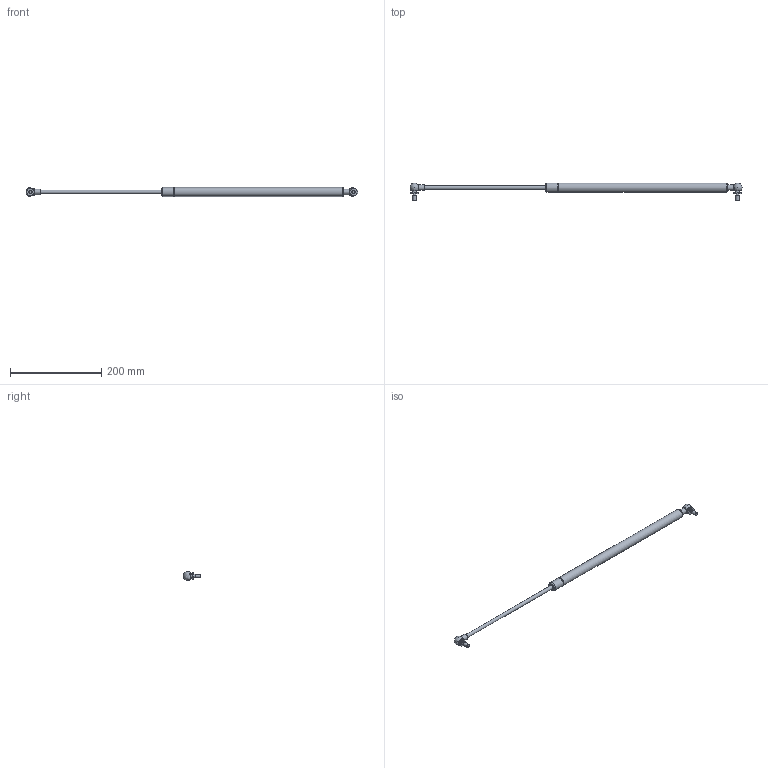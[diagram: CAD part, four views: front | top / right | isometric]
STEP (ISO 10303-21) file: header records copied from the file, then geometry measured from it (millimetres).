
FILE_DESCRIPTION(/* description */ (''),/* implementation_level */ '2;1');
FILE_NAME(/* name */ 'EBB-10100-U.stp',/* time_stamp */ '2020-11-24T16:50:44-05:00',/* author */ ('jenniferk'),/* organization */ (''),/* preprocessor_version */ 'ST-DEVELOPER v18.1',/* originating_system */ 'Autodesk Inventor 2020',/* authorisation */ '');
FILE_SCHEMA (('AUTOMOTIVE_DESIGN { 1 0 10303 214 3 1 1 }'));
Length unit declared in the file: inch
Products named in the file (1): EBB-10100-U_Shrinkwrap_1
Bounding box: 725.81 x 38.86 x 19.81 mm (x, y, z)
Volume: 148280.5 mm3; surface area: 39041 mm2
Topology: 5 solids, 5 shells, 70 faces, 208 edges, 148 vertices
Faces by surface type: plane 26, torus 15, cylinder 12, cone 8, sphere 7, bspline 2
Full cylindrical faces by diameter (mm): 1.181 x2, 1.194 x1, 7.874 x1, 8.001 x4, 12.192 x2, 19.812 x2
Entity records: 2985 total; most frequent: CARTESIAN_POINT 947, DIRECTION 439, ORIENTED_EDGE 392, AXIS2_PLACEMENT_3D 197, EDGE_CURVE 196, VERTEX_POINT 148, CIRCLE 128, EDGE_LOOP 86
